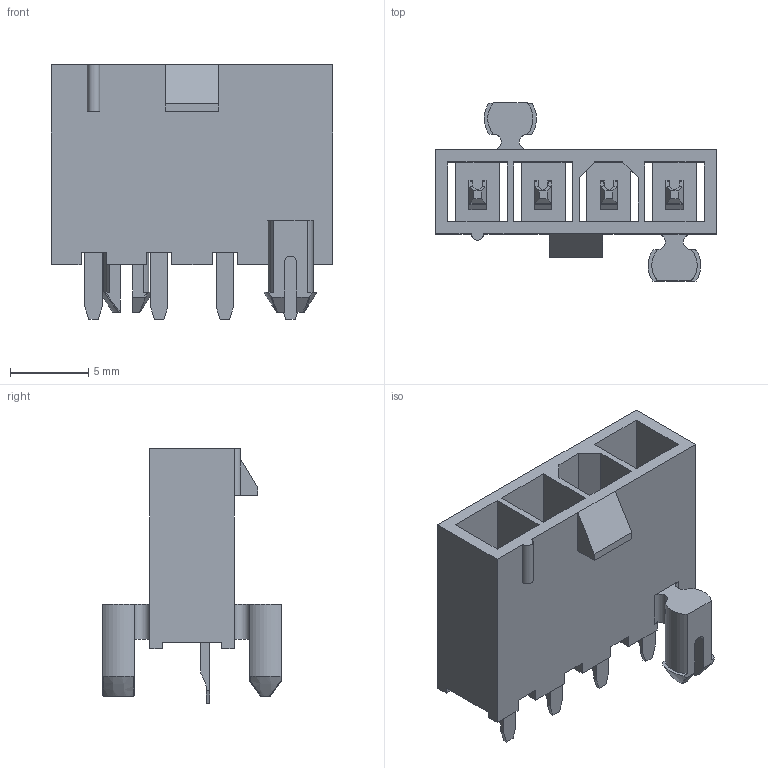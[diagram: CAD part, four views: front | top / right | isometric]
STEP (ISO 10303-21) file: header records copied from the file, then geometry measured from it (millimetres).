
FILE_DESCRIPTION(/* description */ ('Unknown'),/* implementation_level */ '2;1');
FILE_NAME(/* name */ 'J_Wurth_WR-MPC4_649004121732',/* time_stamp */ '2025-06-17T17:22:45+08:00',/* author */ ('Unknown'),/* organization */ ('Unknown'),/* preprocessor_version */ 'ST-DEVELOPER v19.4',/* originating_system */ 'Solid Edge',/* authorisation */ 'Unknown');
FILE_SCHEMA (('AUTOMOTIVE_DESIGN {1 0 10303 214 3 1 1}'));
Length unit declared in the file: millimetre
Products named in the file (2): J_Wurth_WR-MPC4_649004121732
Assembly tree (1 placements, depth 2):
  J_Wurth_WR-MPC4_649004121732
    J_Wurth_WR-MPC4_649004121732
Bounding box: 18 x 11.4 x 16.3 mm (x, y, z)
Volume: 703.7 mm3; surface area: 1945.8 mm2
Topology: 1 solids, 1 shells, 502 faces, 1467 edges, 956 vertices
Faces by surface type: plane 373, cylinder 115, bspline 14
Entity records: 20195 total; most frequent: CARTESIAN_POINT 3263, ORIENTED_EDGE 2934, DIRECTION 2623, EDGE_CURVE 1467, LINE 1183, VECTOR 1183, VERTEX_POINT 956, AXIS2_PLACEMENT_3D 720
